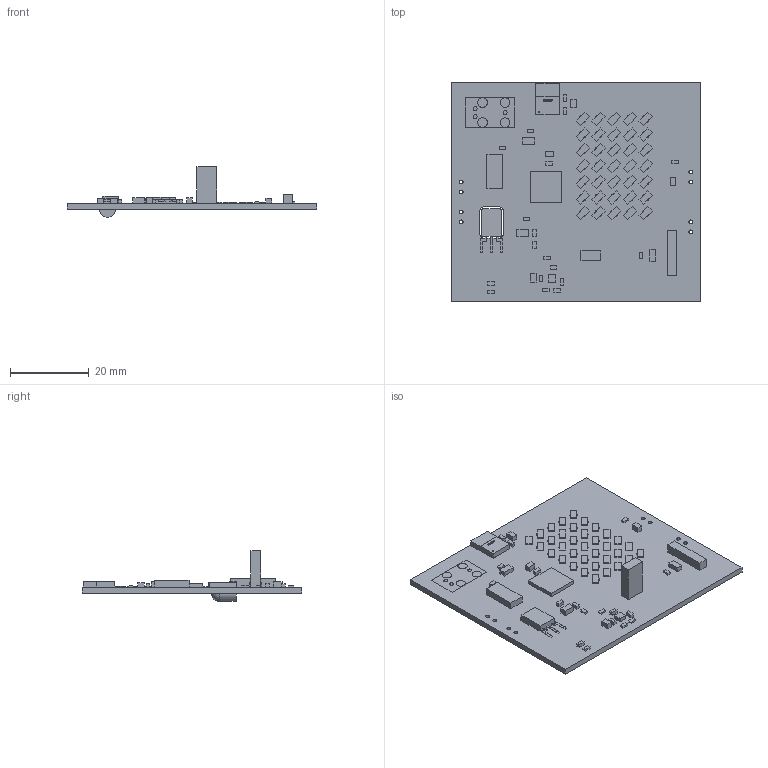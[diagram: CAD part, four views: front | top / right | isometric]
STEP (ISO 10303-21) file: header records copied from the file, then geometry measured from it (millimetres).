
FILE_DESCRIPTION(('STEP AP214'),'1');
FILE_NAME('EASTEREGG_001.stp','2021-01-30T15:15:54',(' '),(' '),'Spatial InterOp 3D',' ',' ');
FILE_SCHEMA(('AUTOMOTIVE_DESIGN { 1 0 10303 214 1 1 1 1 }'));
Length unit declared in the file: millimetre
Products named in the file (2): EASTEREGG_001; X1
Bounding box: 63.5 x 55.88 x 12.9 mm (x, y, z)
Volume: 5693.8 mm3; surface area: 9264.8 mm2
Topology: 67 solids, 68 shells, 1008 faces, 2429 edges, 1618 vertices
Faces by surface type: plane 785, cylinder 162, bspline 60, sphere 1
Entity records: 38140 total; most frequent: CARTESIAN_POINT 5835, ORIENTED_EDGE 4850, DIRECTION 4535, EDGE_CURVE 2427, LINE 1979, VECTOR 1979, VERTEX_POINT 1618, AXIS2_PLACEMENT_3D 1278
